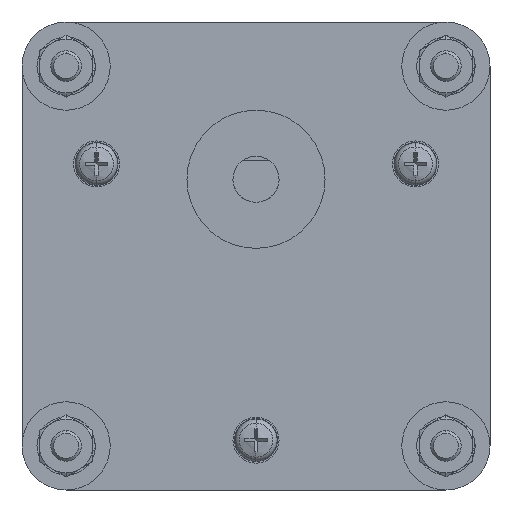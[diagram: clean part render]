
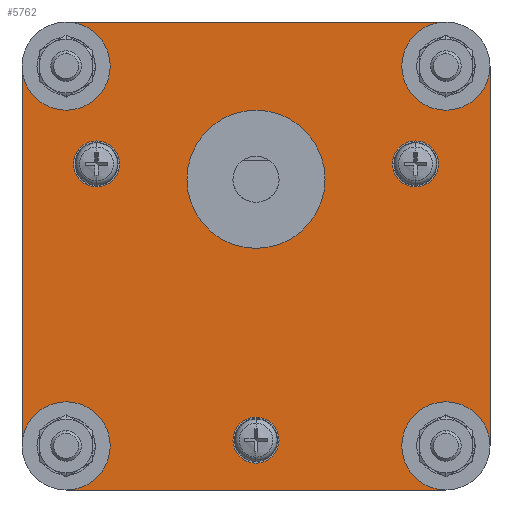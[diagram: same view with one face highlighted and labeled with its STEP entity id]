
A CAD part, left-side view. The second image highlights one B-rep face of the part: STEP entity #5762.
In plain terms, the highlighted planar face has unit normal (-1, 0, 0).
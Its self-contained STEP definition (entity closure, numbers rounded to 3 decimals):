
#5281=CARTESIAN_POINT('POINT11461',(0.5,
   0.,9.));
#5282=VERTEX_POINT('VERTEX11461',#5281);
#5289=CARTESIAN_POINT('POINT11462',(0.5,0.,
   -9.));
#5290=VERTEX_POINT('VERTEX11462',#5289);
#5291=CARTESIAN_POINT('POS16543',(0.5,0.,
   0.));
#5292=DIRECTION('DIR25883',(-1.,0.,0.));
#5293=DIRECTION('DIR25884',(0.,0.,1.));
#5294=AXIS2_PLACEMENT_3D('AXIS9341',#5291,#5292,#5293);
#5295=CIRCLE('ELLIPSE4534',#5294,9.);
#5296=EDGE_CURVE('EDGE18429',#5282,#5290,#5295,.T.);
#5316=EDGE_CURVE('EDGE18431',#5290,#5282,#5295,.T.);
#5321=CARTESIAN_POINT('POINT11463',(0.5,
   18.187,0.5));
#5322=VERTEX_POINT('VERTEX11463',#5321);
#5329=CARTESIAN_POINT('POINT11464',(0.5,
   23.383,3.5));
#5330=VERTEX_POINT('VERTEX11464',#5329);
#5331=CARTESIAN_POINT('POS16547',(0.5,
   20.785,2.));
#5332=DIRECTION('DIR25889',(1.,0.,
   0.));
#5333=DIRECTION('DIR25890',(0.,-0.866
   ,-0.5));
#5334=AXIS2_PLACEMENT_3D('AXIS9343',#5331,#5332,#5333);
#5335=CIRCLE('ELLIPSE4535',#5334,3.);
#5336=EDGE_CURVE('EDGE18433',#5330,#5322,#5335,.T.);
#5356=EDGE_CURVE('EDGE18435',#5322,#5330,#5335,.T.);
#5361=CARTESIAN_POINT('POINT11465',(0.5,
   -18.187,0.5));
#5362=VERTEX_POINT('VERTEX11465',#5361);
#5369=CARTESIAN_POINT('POINT11466',(0.5,
   -23.383,3.5));
#5370=VERTEX_POINT('VERTEX11466',#5369);
#5371=CARTESIAN_POINT('POS16551',(0.5,
   -20.785,2.));
#5372=DIRECTION('DIR25895',(1.,0.,
   0.));
#5373=DIRECTION('DIR25896',(0.,0.866,
   -0.5));
#5374=AXIS2_PLACEMENT_3D('AXIS9345',#5371,#5372,#5373);
#5375=CIRCLE('ELLIPSE4536',#5374,3.);
#5376=EDGE_CURVE('EDGE18437',#5370,#5362,#5375,.T.);
#5396=EDGE_CURVE('EDGE18439',#5362,#5370,#5375,.T.);
#5401=CARTESIAN_POINT('POINT11467',(0.5,0.,
   -31.));
#5402=VERTEX_POINT('VERTEX11467',#5401);
#5409=CARTESIAN_POINT('POINT11468',(0.5,
   0.,-37.));
#5410=VERTEX_POINT('VERTEX11468',#5409);
#5411=CARTESIAN_POINT('POS16555',(0.5,0.,
   -34.));
#5412=DIRECTION('DIR25901',(1.,0.,0.));
#5413=DIRECTION('DIR25902',(0.,0.,1.));
#5414=AXIS2_PLACEMENT_3D('AXIS9347',#5411,#5412,#5413);
#5415=CIRCLE('ELLIPSE4537',#5414,3.);
#5416=EDGE_CURVE('EDGE18441',#5410,#5402,#5415,.T.);
#5436=EDGE_CURVE('EDGE18443',#5402,#5410,#5415,.T.);
#5476=CARTESIAN_POINT('POINT11471',(0.5,24.75,
   20.5));
#5477=VERTEX_POINT('VERTEX11471',#5476);
#5485=CARTESIAN_POINT('POINT11472',(0.5,24.75,
   9.));
#5486=VERTEX_POINT('VERTEX11472',#5485);
#5493=CARTESIAN_POINT('POS16562',(0.5,24.75,
   14.75));
#5494=DIRECTION('DIR25912',(1.,0.,0.));
#5495=DIRECTION('DIR25913',(0.,0.,-1.));
#5496=AXIS2_PLACEMENT_3D('AXIS9351',#5493,#5494,#5495);
#5497=CIRCLE('ELLIPSE4539',#5496,5.75);
#5498=EDGE_CURVE('EDGE18448',#5477,#5486,#5497,.T.);
#5547=CARTESIAN_POINT('POINT11476',(0.5,30.5,
   -34.75));
#5548=VERTEX_POINT('VERTEX11476',#5547);
#5556=CARTESIAN_POINT('POINT11477',(0.5,19.,
   -34.75));
#5557=VERTEX_POINT('VERTEX11477',#5556);
#5564=CARTESIAN_POINT('POS16568',(0.5,24.75,
   -34.75));
#5565=DIRECTION('DIR25922',(1.,0.,0.));
#5566=DIRECTION('DIR25923',(0.,0.,-1.));
#5567=AXIS2_PLACEMENT_3D('AXIS9355',#5564,#5565,#5566);
#5568=CIRCLE('ELLIPSE4541',#5567,5.75);
#5569=EDGE_CURVE('EDGE18454',#5548,#5557,#5568,.T.);
#5614=CARTESIAN_POINT('POINT11480',(0.5,-24.75,
   -40.5));
#5615=VERTEX_POINT('VERTEX11480',#5614);
#5623=CARTESIAN_POINT('POINT11481',(0.5,-24.75,
   -29.));
#5624=VERTEX_POINT('VERTEX11481',#5623);
#5631=CARTESIAN_POINT('POS16574',(0.5,-24.75,
   -34.75));
#5632=DIRECTION('DIR25932',(1.,0.,0.));
#5633=DIRECTION('DIR25933',(0.,0.,-1.));
#5634=AXIS2_PLACEMENT_3D('AXIS9359',#5631,#5632,#5633);
#5635=CIRCLE('ELLIPSE4543',#5634,5.75);
#5636=EDGE_CURVE('EDGE18459',#5615,#5624,#5635,.T.);
#5685=ORIENTED_EDGE('COEDGE36917',*,*,#5569,.T.);
#5686=CARTESIAN_POINT('POINT11485',(0.5,24.75,
   -40.5));
#5687=VERTEX_POINT('VERTEX11485',#5686);
#5688=EDGE_CURVE('EDGE18463',#5557,#5687,#5568,.T.);
#5689=ORIENTED_EDGE('COEDGE36918',*,*,#5688,.T.);
#5690=CARTESIAN_POINT('POS16578',(0.5,24.75,
   -40.5));
#5691=DIRECTION('DIR25940',(0.,-1.,0.));
#5692=VECTOR('VEC7216',#5691,1.);
#5693=LINE('STRAIGHT7216',#5690,#5692);
#5694=EDGE_CURVE('EDGE18464',#5687,#5615,#5693,.T.);
#5695=ORIENTED_EDGE('COEDGE36919',*,*,#5694,.T.);
#5696=ORIENTED_EDGE('COEDGE36920',*,*,#5636,.T.);
#5697=CARTESIAN_POINT('POINT11486',(0.5,-30.5,
   -34.75));
#5698=VERTEX_POINT('VERTEX11486',#5697);
#5699=EDGE_CURVE('EDGE18465',#5624,#5698,#5635,.T.);
#5700=ORIENTED_EDGE('COEDGE36921',*,*,#5699,.T.);
#5701=CARTESIAN_POINT('POINT11487',(0.5,-30.5,
   14.75));
#5702=VERTEX_POINT('VERTEX11487',#5701);
#5703=CARTESIAN_POINT('POS16579',(0.5,-30.5,
   -10.));
#5704=DIRECTION('DIR25941',(0.,0.,1.));
#5705=VECTOR('VEC7217',#5704,1.);
#5706=LINE('STRAIGHT7217',#5703,#5705);
#5707=EDGE_CURVE('EDGE18466',#5698,#5702,#5706,.T.);
#5708=ORIENTED_EDGE('COEDGE36922',*,*,#5707,.T.);
#5709=CARTESIAN_POINT('POINT11488',(0.5,-19.,
   14.75));
#5710=VERTEX_POINT('VERTEX11488',#5709);
#5711=CARTESIAN_POINT('POS16580',(0.5,-24.75,
   14.75));
#5712=DIRECTION('DIR25942',(1.,0.,0.));
#5713=DIRECTION('DIR25943',(0.,0.,-1.));
#5714=AXIS2_PLACEMENT_3D('AXIS9363',#5711,#5712,#5713);
#5715=CIRCLE('ELLIPSE4545',#5714,5.75);
#5716=EDGE_CURVE('EDGE18467',#5702,#5710,#5715,.T.);
#5717=ORIENTED_EDGE('COEDGE36923',*,*,#5716,.T.);
#5718=CARTESIAN_POINT('POINT11489',(0.5,-24.75,
   20.5));
#5719=VERTEX_POINT('VERTEX11489',#5718);
#5720=EDGE_CURVE('EDGE18468',#5710,#5719,#5715,.T.);
#5721=ORIENTED_EDGE('COEDGE36924',*,*,#5720,.T.);
#5722=CARTESIAN_POINT('POS16581',(0.5,-24.75,
   20.5));
#5723=DIRECTION('DIR25944',(0.,1.,0.));
#5724=VECTOR('VEC7218',#5723,1.);
#5725=LINE('STRAIGHT7218',#5722,#5724);
#5726=EDGE_CURVE('EDGE18469',#5719,#5477,#5725,.T.);
#5727=ORIENTED_EDGE('COEDGE36925',*,*,#5726,.T.);
#5728=ORIENTED_EDGE('COEDGE36926',*,*,#5498,.T.);
#5729=CARTESIAN_POINT('POINT11490',(0.5,30.5,
   14.75));
#5730=VERTEX_POINT('VERTEX11490',#5729);
#5731=EDGE_CURVE('EDGE18470',#5486,#5730,#5497,.T.);
#5732=ORIENTED_EDGE('COEDGE36927',*,*,#5731,.T.);
#5733=CARTESIAN_POINT('POS16582',(0.5,30.5,
   14.75));
#5734=DIRECTION('DIR25945',(0.,0.,-1.));
#5735=VECTOR('VEC7219',#5734,1.);
#5736=LINE('STRAIGHT7219',#5733,#5735);
#5737=EDGE_CURVE('EDGE18471',#5730,#5548,#5736,.T.);
#5738=ORIENTED_EDGE('COEDGE36928',*,*,#5737,.T.);
#5739=EDGE_LOOP('NONE',(#5685,#5689,#5695,#5696,#5700,#5708,#5717,#5721,
   #5727,#5728,#5732,#5738));
#5740=FACE_BOUND('LOOP1',#5739,.T.);
#5741=ORIENTED_EDGE('COEDGE36929',*,*,#5436,.T.);
#5742=ORIENTED_EDGE('COEDGE36930',*,*,#5416,.T.);
#5743=EDGE_LOOP('NONE',(#5741,#5742));
#5744=FACE_BOUND('LOOP1',#5743,.T.);
#5745=ORIENTED_EDGE('COEDGE36931',*,*,#5396,.T.);
#5746=ORIENTED_EDGE('COEDGE36932',*,*,#5376,.T.);
#5747=EDGE_LOOP('NONE',(#5745,#5746));
#5748=FACE_BOUND('LOOP1',#5747,.T.);
#5749=ORIENTED_EDGE('COEDGE36933',*,*,#5356,.T.);
#5750=ORIENTED_EDGE('COEDGE36934',*,*,#5336,.T.);
#5751=EDGE_LOOP('NONE',(#5749,#5750));
#5752=FACE_BOUND('LOOP1',#5751,.T.);
#5753=ORIENTED_EDGE('COEDGE36935',*,*,#5316,.F.);
#5754=ORIENTED_EDGE('COEDGE36936',*,*,#5296,.F.);
#5755=EDGE_LOOP('NONE',(#5753,#5754));
#5756=FACE_BOUND('LOOP1',#5755,.T.);
#5757=CARTESIAN_POINT('POS16583',(0.5,0.,
   -10.));
#5758=DIRECTION('DIR25946',(1.,0.,0.));
#5759=DIRECTION('DIR25947',(0.,1.,0.));
#5760=AXIS2_PLACEMENT_3D('AXIS9364',#5757,#5758,#5759);
#5761=PLANE('PLANE2625',#5760);
#5762=ADVANCED_FACE('FACE8298',(#5740,#5744,#5748,#5752,#5756),#5761,.F.
   );
